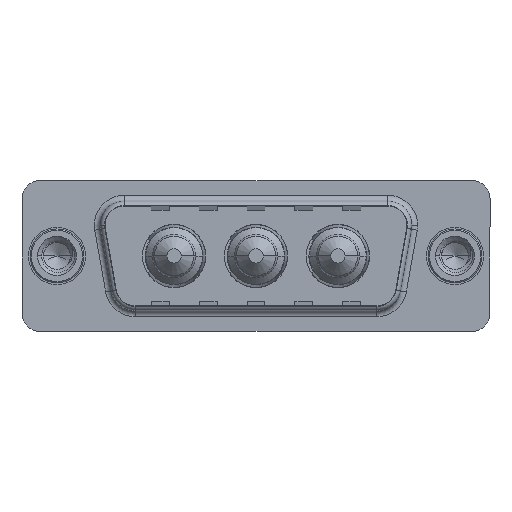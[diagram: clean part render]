
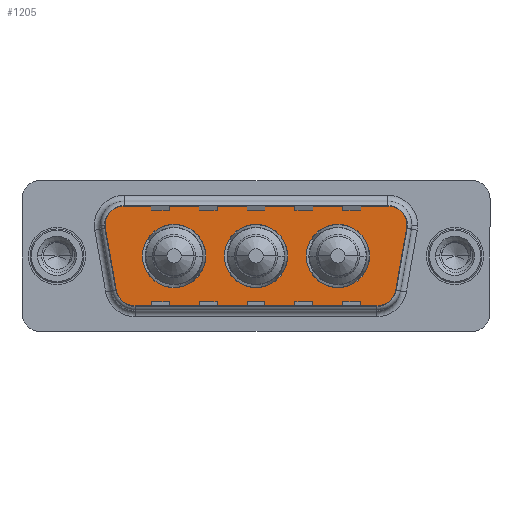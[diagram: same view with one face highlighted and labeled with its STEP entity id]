
A CAD part, top view. The second image highlights one B-rep face of the part: STEP entity #1205.
In plain terms, the highlighted planar face has unit normal (0, 0, 1).
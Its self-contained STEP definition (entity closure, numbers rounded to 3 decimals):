
#20 = CIRCLE ( 'NONE', #7863, 2. ) ;
#216 = VERTEX_POINT ( 'NONE', #6210 ) ;
#362 = DIRECTION ( 'NONE',  ( 1., 0., 0. ) ) ;
#381 = DIRECTION ( 'NONE',  ( 0., 0., 1. ) ) ;
#412 = VERTEX_POINT ( 'NONE', #4411 ) ;
#431 = DIRECTION ( 'NONE',  ( 0., 0., 1. ) ) ;
#496 = CARTESIAN_POINT ( 'NONE',  ( 27.889, 4.9, 0. ) ) ;
#595 = CARTESIAN_POINT ( 'NONE',  ( 6.434, -4.9, 0. ) ) ;
#787 = FACE_OUTER_BOUND ( 'NONE', #9754, .T. ) ;
#894 = DIRECTION ( 'NONE',  ( 1., 0., 0. ) ) ;
#1205 = ADVANCED_FACE ( 'NONE', ( #8910, #3625, #3932, #787 ), #11074, .T. ) ;
#1238 = LINE ( 'NONE', #9561, #11417 ) ;
#1277 = CIRCLE ( 'NONE', #3454, 2. ) ;
#1322 = CARTESIAN_POINT ( 'NONE',  ( 3.441, 2.553, 0. ) ) ;
#1370 = ORIENTED_EDGE ( 'NONE', *, *, #10518, .T. ) ;
#1426 = EDGE_CURVE ( 'NONE', #12800, #7748, #11768, .T. ) ;
#1436 = EDGE_CURVE ( 'NONE', #9025, #412, #1277, .T. ) ;
#1468 = AXIS2_PLACEMENT_3D ( 'NONE', #10960, #431, #3666 ) ;
#1629 = DIRECTION ( 'NONE',  ( 0., 0., 1. ) ) ;
#1725 = VERTEX_POINT ( 'NONE', #8854 ) ;
#1940 = VERTEX_POINT ( 'NONE', #9181 ) ;
#1955 = EDGE_CURVE ( 'NONE', #9594, #2358, #7037, .T. ) ;
#2048 = CARTESIAN_POINT ( 'NONE',  ( 5.411, 2.9, 0. ) ) ;
#2148 = LINE ( 'NONE', #2465, #4270 ) ;
#2214 = AXIS2_PLACEMENT_3D ( 'NONE', #8464, #2416, #9483 ) ;
#2268 = EDGE_CURVE ( 'NONE', #3083, #11369, #9223, .T. ) ;
#2358 = VERTEX_POINT ( 'NONE', #3583 ) ;
#2382 = CARTESIAN_POINT ( 'NONE',  ( 7.15, 0., 0. ) ) ;
#2416 = DIRECTION ( 'NONE',  ( 0., 0., 1. ) ) ;
#2465 = CARTESIAN_POINT ( 'NONE',  ( 5.411, 4.9, 0. ) ) ;
#2502 = CIRCLE ( 'NONE', #2214, 2.65 ) ;
#2613 = CIRCLE ( 'NONE', #10706, 2.65 ) ;
#2643 = DIRECTION ( 'NONE',  ( 0., 0., 1. ) ) ;
#2735 = DIRECTION ( 'NONE',  ( 0., 0., 1. ) ) ;
#3007 = ORIENTED_EDGE ( 'NONE', *, *, #2268, .F. ) ;
#3083 = VERTEX_POINT ( 'NONE', #2382 ) ;
#3157 = ORIENTED_EDGE ( 'NONE', *, *, #12114, .F. ) ;
#3310 = ORIENTED_EDGE ( 'NONE', *, *, #13219, .T. ) ;
#3338 = CARTESIAN_POINT ( 'NONE',  ( 9.8, 0., 0. ) ) ;
#3454 = AXIS2_PLACEMENT_3D ( 'NONE', #2048, #5663, #10041 ) ;
#3578 = DIRECTION ( 'NONE',  ( -1., 0., 0. ) ) ;
#3583 = CARTESIAN_POINT ( 'NONE',  ( 28.836, -3.247, 0. ) ) ;
#3625 = FACE_BOUND ( 'NONE', #11953, .T. ) ;
#3640 = AXIS2_PLACEMENT_3D ( 'NONE', #7593, #1629, #7469 ) ;
#3666 = DIRECTION ( 'NONE',  ( 1., 0., 0. ) ) ;
#3756 = AXIS2_PLACEMENT_3D ( 'NONE', #3338, #10345, #4363 ) ;
#3925 = AXIS2_PLACEMENT_3D ( 'NONE', #4247, #11250, #5276 ) ;
#3932 = FACE_BOUND ( 'NONE', #12661, .T. ) ;
#3951 = ORIENTED_EDGE ( 'NONE', *, *, #8836, .F. ) ;
#4005 = DIRECTION ( 'NONE',  ( 0.174, 0.985, 0. ) ) ;
#4124 = AXIS2_PLACEMENT_3D ( 'NONE', #6912, #2643, #8152 ) ;
#4175 = DIRECTION ( 'NONE',  ( 0., 0., 1. ) ) ;
#4247 = CARTESIAN_POINT ( 'NONE',  ( 27.889, 2.9, 0. ) ) ;
#4270 = VECTOR ( 'NONE', #3578, 1000. ) ;
#4363 = DIRECTION ( 'NONE',  ( 1., 0., 0. ) ) ;
#4411 = CARTESIAN_POINT ( 'NONE',  ( 3.441, 2.553, 0. ) ) ;
#4712 = CIRCLE ( 'NONE', #3756, 2.65 ) ;
#5009 = EDGE_CURVE ( 'NONE', #1725, #216, #5785, .T. ) ;
#5112 = ORIENTED_EDGE ( 'NONE', *, *, #1426, .F. ) ;
#5276 = DIRECTION ( 'NONE',  ( -1., 0., 0. ) ) ;
#5338 = ORIENTED_EDGE ( 'NONE', *, *, #5896, .F. ) ;
#5508 = DIRECTION ( 'NONE',  ( 0.174, -0.985, 0. ) ) ;
#5663 = DIRECTION ( 'NONE',  ( 0., 0., 1. ) ) ;
#5785 = CIRCLE ( 'NONE', #7272, 2. ) ;
#5896 = EDGE_CURVE ( 'NONE', #7748, #12800, #9962, .T. ) ;
#6026 = ORIENTED_EDGE ( 'NONE', *, *, #7789, .T. ) ;
#6098 = CIRCLE ( 'NONE', #3925, 2. ) ;
#6210 = CARTESIAN_POINT ( 'NONE',  ( 29.889, 2.9, 0. ) ) ;
#6239 = DIRECTION ( 'NONE',  ( 0., 0., 1. ) ) ;
#6247 = VERTEX_POINT ( 'NONE', #595 ) ;
#6259 = AXIS2_PLACEMENT_3D ( 'NONE', #12933, #381, #894 ) ;
#6448 = CARTESIAN_POINT ( 'NONE',  ( 27.889, 2.9, 0. ) ) ;
#6462 = CARTESIAN_POINT ( 'NONE',  ( 4.464, -3.247, 0. ) ) ;
#6912 = CARTESIAN_POINT ( 'NONE',  ( 23.5, 0., 0. ) ) ;
#6965 = ORIENTED_EDGE ( 'NONE', *, *, #12027, .F. ) ;
#6989 = CARTESIAN_POINT ( 'NONE',  ( 29.859, 2.553, 0. ) ) ;
#7037 = CIRCLE ( 'NONE', #3640, 2. ) ;
#7063 = EDGE_LOOP ( 'NONE', ( #6965, #3951 ) ) ;
#7071 = VECTOR ( 'NONE', #5508, 1000. ) ;
#7272 = AXIS2_PLACEMENT_3D ( 'NONE', #6448, #8644, #8627 ) ;
#7469 = DIRECTION ( 'NONE',  ( 1., 0., 0. ) ) ;
#7593 = CARTESIAN_POINT ( 'NONE',  ( 26.866, -2.9, 0. ) ) ;
#7594 = CARTESIAN_POINT ( 'NONE',  ( 26.866, -4.9, 0. ) ) ;
#7701 = AXIS2_PLACEMENT_3D ( 'NONE', #10292, #6239, #13153 ) ;
#7748 = VERTEX_POINT ( 'NONE', #9601 ) ;
#7789 = EDGE_CURVE ( 'NONE', #9478, #6247, #20, .T. ) ;
#7863 = AXIS2_PLACEMENT_3D ( 'NONE', #8738, #2735, #9761 ) ;
#8067 = ORIENTED_EDGE ( 'NONE', *, *, #1955, .T. ) ;
#8152 = DIRECTION ( 'NONE',  ( 1., 0., 0. ) ) ;
#8464 = CARTESIAN_POINT ( 'NONE',  ( 16.65, 0., 0. ) ) ;
#8545 = VERTEX_POINT ( 'NONE', #8941 ) ;
#8627 = DIRECTION ( 'NONE',  ( -1., 0., 0. ) ) ;
#8644 = DIRECTION ( 'NONE',  ( 0., 0., 1. ) ) ;
#8738 = CARTESIAN_POINT ( 'NONE',  ( 6.434, -2.9, 0. ) ) ;
#8836 = EDGE_CURVE ( 'NONE', #8545, #1940, #2502, .T. ) ;
#8854 = CARTESIAN_POINT ( 'NONE',  ( 29.859, 2.553, 0. ) ) ;
#8910 = FACE_BOUND ( 'NONE', #7063, .T. ) ;
#8935 = EDGE_CURVE ( 'NONE', #10599, #9025, #2148, .T. ) ;
#8941 = CARTESIAN_POINT ( 'NONE',  ( 14., 0., 0. ) ) ;
#9025 = VERTEX_POINT ( 'NONE', #11728 ) ;
#9181 = CARTESIAN_POINT ( 'NONE',  ( 19.3, 0., 0. ) ) ;
#9223 = CIRCLE ( 'NONE', #6259, 2.65 ) ;
#9332 = CARTESIAN_POINT ( 'NONE',  ( 20.85, 0., 0. ) ) ;
#9478 = VERTEX_POINT ( 'NONE', #6462 ) ;
#9483 = DIRECTION ( 'NONE',  ( 1., 0., 0. ) ) ;
#9561 = CARTESIAN_POINT ( 'NONE',  ( 6.434, -4.9, 0. ) ) ;
#9594 = VERTEX_POINT ( 'NONE', #7594 ) ;
#9601 = CARTESIAN_POINT ( 'NONE',  ( 26.15, 0., 0. ) ) ;
#9733 = LINE ( 'NONE', #1322, #7071 ) ;
#9754 = EDGE_LOOP ( 'NONE', ( #8067, #9930, #10197, #11907, #13243, #10463, #1370, #6026, #3310 ) ) ;
#9761 = DIRECTION ( 'NONE',  ( -1., 0., 0. ) ) ;
#9930 = ORIENTED_EDGE ( 'NONE', *, *, #13054, .T. ) ;
#9962 = CIRCLE ( 'NONE', #1468, 2.65 ) ;
#10041 = DIRECTION ( 'NONE',  ( 1., 0., 0. ) ) ;
#10045 = CARTESIAN_POINT ( 'NONE',  ( 12.45, 0., 0. ) ) ;
#10174 = CARTESIAN_POINT ( 'NONE',  ( 16.65, 0., 0. ) ) ;
#10197 = ORIENTED_EDGE ( 'NONE', *, *, #5009, .T. ) ;
#10292 = CARTESIAN_POINT ( 'NONE',  ( 26.866, -2.9, 0. ) ) ;
#10303 = VECTOR ( 'NONE', #4005, 1000. ) ;
#10345 = DIRECTION ( 'NONE',  ( 0., 0., 1. ) ) ;
#10463 = ORIENTED_EDGE ( 'NONE', *, *, #1436, .T. ) ;
#10518 = EDGE_CURVE ( 'NONE', #412, #9478, #9733, .T. ) ;
#10599 = VERTEX_POINT ( 'NONE', #496 ) ;
#10622 = LINE ( 'NONE', #6989, #10303 ) ;
#10706 = AXIS2_PLACEMENT_3D ( 'NONE', #10174, #4175, #11173 ) ;
#10960 = CARTESIAN_POINT ( 'NONE',  ( 23.5, 0., 0. ) ) ;
#11074 = PLANE ( 'NONE',  #7701 ) ;
#11173 = DIRECTION ( 'NONE',  ( 1., 0., 0. ) ) ;
#11250 = DIRECTION ( 'NONE',  ( 0., 0., 1. ) ) ;
#11369 = VERTEX_POINT ( 'NONE', #10045 ) ;
#11417 = VECTOR ( 'NONE', #362, 1000. ) ;
#11728 = CARTESIAN_POINT ( 'NONE',  ( 5.411, 4.9, 0. ) ) ;
#11768 = CIRCLE ( 'NONE', #4124, 2.65 ) ;
#11907 = ORIENTED_EDGE ( 'NONE', *, *, #12723, .T. ) ;
#11953 = EDGE_LOOP ( 'NONE', ( #5338, #5112 ) ) ;
#12027 = EDGE_CURVE ( 'NONE', #1940, #8545, #2613, .T. ) ;
#12114 = EDGE_CURVE ( 'NONE', #11369, #3083, #4712, .T. ) ;
#12661 = EDGE_LOOP ( 'NONE', ( #3157, #3007 ) ) ;
#12723 = EDGE_CURVE ( 'NONE', #216, #10599, #6098, .T. ) ;
#12800 = VERTEX_POINT ( 'NONE', #9332 ) ;
#12933 = CARTESIAN_POINT ( 'NONE',  ( 9.8, 0., 0. ) ) ;
#13054 = EDGE_CURVE ( 'NONE', #2358, #1725, #10622, .T. ) ;
#13153 = DIRECTION ( 'NONE',  ( 1., 0., 0. ) ) ;
#13219 = EDGE_CURVE ( 'NONE', #6247, #9594, #1238, .T. ) ;
#13243 = ORIENTED_EDGE ( 'NONE', *, *, #8935, .T. ) ;
